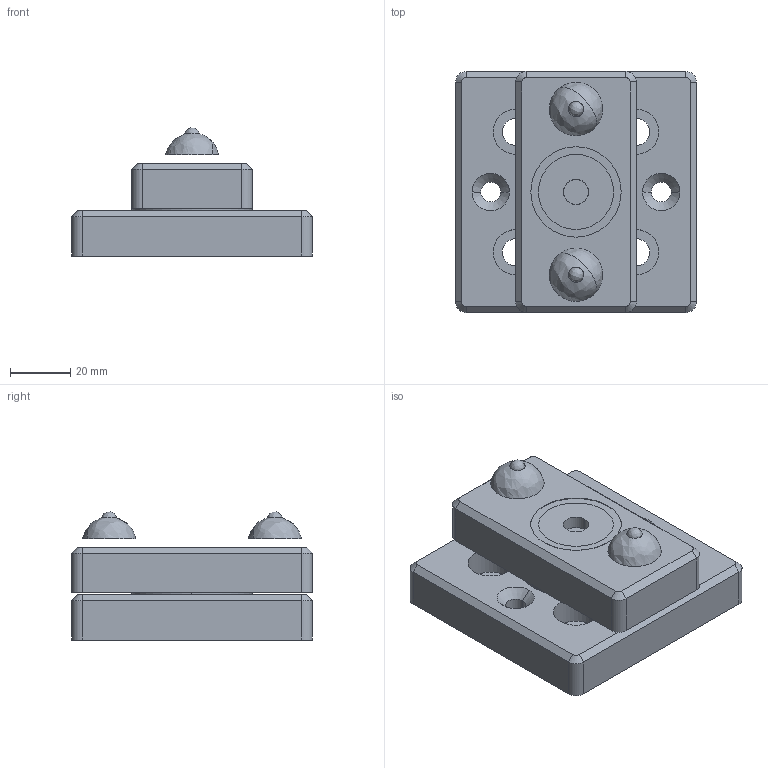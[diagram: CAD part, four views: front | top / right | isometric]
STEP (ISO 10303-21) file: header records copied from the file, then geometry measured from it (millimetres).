
FILE_DESCRIPTION (( 'STEP AP214' ), '1' );
FILE_NAME ('SA5215N.stp', '2012-08-08T19:41:09', ( 'Tony' ), ( '' ), 'SwSTEP 2.0', 'SolidWorks 2012', '' );
FILE_SCHEMA (( 'AUTOMOTIVE_DESIGN' ));
Length unit declared in the file: millimetre
Products named in the file (1): SA5215N
Bounding box: 80 x 80 x 42.5 mm (x, y, z)
Surface area: 34494.8 mm2 (no closed solid volume)
Topology: 0 solids, 13 shells, 130 faces, 348 edges, 226 vertices
Faces by surface type: cylinder 52, plane 48, cone 22, bspline 8
Entity records: 6078 total; most frequent: CARTESIAN_POINT 1412, DIRECTION 695, ORIENTED_EDGE 598, EDGE_CURVE 336, AXIS2_PLACEMENT_3D 275, VERTEX_POINT 226, EDGE_LOOP 167, CIRCLE 152
